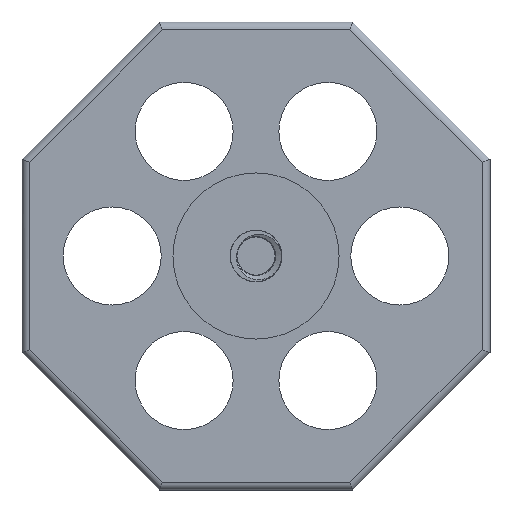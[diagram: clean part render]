
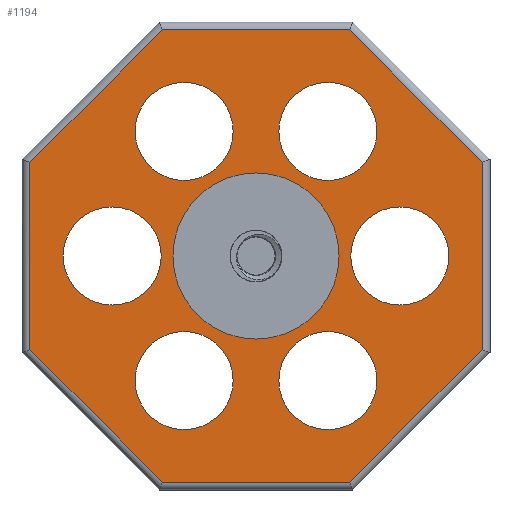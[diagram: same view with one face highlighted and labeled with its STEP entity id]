
A CAD part, front view. The second image highlights one B-rep face of the part: STEP entity #1194.
In plain terms, the highlighted planar face has unit normal (0, -1, 0).
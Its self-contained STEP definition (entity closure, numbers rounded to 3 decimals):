
#73=FACE_BOUND('',#217,.T.);
#74=FACE_BOUND('',#218,.T.);
#75=FACE_BOUND('',#219,.T.);
#76=FACE_BOUND('',#220,.T.);
#77=FACE_BOUND('',#221,.T.);
#78=FACE_BOUND('',#222,.T.);
#79=FACE_BOUND('',#223,.T.);
#96=PLANE('',#1313);
#144=FACE_OUTER_BOUND('',#216,.T.);
#216=EDGE_LOOP('',(#876,#877,#878,#879,#880,#881,#882,#883));
#217=EDGE_LOOP('',(#884));
#218=EDGE_LOOP('',(#885));
#219=EDGE_LOOP('',(#886));
#220=EDGE_LOOP('',(#887));
#221=EDGE_LOOP('',(#888));
#222=EDGE_LOOP('',(#889));
#223=EDGE_LOOP('',(#890));
#290=LINE('',#1730,#394);
#292=LINE('',#1738,#396);
#295=LINE('',#1746,#399);
#297=LINE('',#1752,#401);
#299=LINE('',#1758,#403);
#300=LINE('',#1762,#404);
#303=LINE('',#1770,#407);
#305=LINE('',#1774,#409);
#394=VECTOR('',#1432,10.);
#396=VECTOR('',#1440,10.);
#399=VECTOR('',#1447,10.);
#401=VECTOR('',#1453,10.);
#403=VECTOR('',#1459,10.);
#404=VECTOR('',#1464,10.);
#407=VECTOR('',#1471,10.);
#409=VECTOR('',#1477,10.);
#490=CIRCLE('',#1268,7.5);
#492=CIRCLE('',#1271,7.5);
#494=CIRCLE('',#1274,7.5);
#496=CIRCLE('',#1277,7.5);
#498=CIRCLE('',#1280,7.5);
#500=CIRCLE('',#1283,7.5);
#505=CIRCLE('',#1291,12.7);
#510=VERTEX_POINT('',#1678);
#512=VERTEX_POINT('',#1684);
#514=VERTEX_POINT('',#1690);
#516=VERTEX_POINT('',#1696);
#518=VERTEX_POINT('',#1702);
#520=VERTEX_POINT('',#1708);
#525=VERTEX_POINT('',#1723);
#526=VERTEX_POINT('',#1728);
#527=VERTEX_POINT('',#1729);
#530=VERTEX_POINT('',#1737);
#533=VERTEX_POINT('',#1745);
#535=VERTEX_POINT('',#1751);
#537=VERTEX_POINT('',#1757);
#538=VERTEX_POINT('',#1761);
#541=VERTEX_POINT('',#1769);
#620=EDGE_CURVE('',#510,#510,#490,.T.);
#623=EDGE_CURVE('',#512,#512,#492,.T.);
#626=EDGE_CURVE('',#514,#514,#494,.T.);
#629=EDGE_CURVE('',#516,#516,#496,.T.);
#632=EDGE_CURVE('',#518,#518,#498,.T.);
#635=EDGE_CURVE('',#520,#520,#500,.T.);
#643=EDGE_CURVE('',#525,#525,#505,.T.);
#644=EDGE_CURVE('',#526,#527,#290,.T.);
#648=EDGE_CURVE('',#527,#530,#292,.T.);
#652=EDGE_CURVE('',#530,#533,#295,.T.);
#655=EDGE_CURVE('',#533,#535,#297,.T.);
#658=EDGE_CURVE('',#535,#537,#299,.T.);
#660=EDGE_CURVE('',#538,#526,#300,.T.);
#664=EDGE_CURVE('',#537,#541,#303,.T.);
#667=EDGE_CURVE('',#541,#538,#305,.T.);
#876=ORIENTED_EDGE('',*,*,#644,.F.);
#877=ORIENTED_EDGE('',*,*,#660,.F.);
#878=ORIENTED_EDGE('',*,*,#667,.F.);
#879=ORIENTED_EDGE('',*,*,#664,.F.);
#880=ORIENTED_EDGE('',*,*,#658,.F.);
#881=ORIENTED_EDGE('',*,*,#655,.F.);
#882=ORIENTED_EDGE('',*,*,#652,.F.);
#883=ORIENTED_EDGE('',*,*,#648,.F.);
#884=ORIENTED_EDGE('',*,*,#620,.T.);
#885=ORIENTED_EDGE('',*,*,#623,.T.);
#886=ORIENTED_EDGE('',*,*,#626,.T.);
#887=ORIENTED_EDGE('',*,*,#629,.T.);
#888=ORIENTED_EDGE('',*,*,#632,.T.);
#889=ORIENTED_EDGE('',*,*,#635,.T.);
#890=ORIENTED_EDGE('',*,*,#643,.T.);
#1194=ADVANCED_FACE('',(#144,#73,#74,#75,#76,#77,#78,#79),#96,.F.);
#1268=AXIS2_PLACEMENT_3D('',#1679,#1372,#1373);
#1271=AXIS2_PLACEMENT_3D('',#1685,#1379,#1380);
#1274=AXIS2_PLACEMENT_3D('',#1691,#1386,#1387);
#1277=AXIS2_PLACEMENT_3D('',#1697,#1393,#1394);
#1280=AXIS2_PLACEMENT_3D('',#1703,#1400,#1401);
#1283=AXIS2_PLACEMENT_3D('',#1709,#1407,#1408);
#1291=AXIS2_PLACEMENT_3D('',#1725,#1426,#1427);
#1313=AXIS2_PLACEMENT_3D('',#1793,#1495,#1496);
#1372=DIRECTION('center_axis',(0.,1.,0.));
#1373=DIRECTION('ref_axis',(1.,0.,0.));
#1379=DIRECTION('center_axis',(0.,1.,0.));
#1380=DIRECTION('ref_axis',(1.,0.,0.));
#1386=DIRECTION('center_axis',(0.,1.,0.));
#1387=DIRECTION('ref_axis',(1.,0.,0.));
#1393=DIRECTION('center_axis',(0.,1.,0.));
#1394=DIRECTION('ref_axis',(1.,0.,0.));
#1400=DIRECTION('center_axis',(0.,1.,0.));
#1401=DIRECTION('ref_axis',(1.,0.,0.));
#1407=DIRECTION('center_axis',(0.,1.,0.));
#1408=DIRECTION('ref_axis',(1.,0.,0.));
#1426=DIRECTION('center_axis',(0.,1.,0.));
#1427=DIRECTION('ref_axis',(1.,0.,0.));
#1432=DIRECTION('',(0.707,0.,0.707));
#1440=DIRECTION('',(1.,0.,0.));
#1447=DIRECTION('',(0.707,0.,-0.707));
#1453=DIRECTION('',(0.,0.,-1.));
#1459=DIRECTION('',(-0.707,0.,-0.707));
#1464=DIRECTION('',(0.,0.,1.));
#1471=DIRECTION('',(-1.,0.,0.));
#1477=DIRECTION('',(-0.707,0.,0.707));
#1495=DIRECTION('center_axis',(0.,1.,0.));
#1496=DIRECTION('ref_axis',(0.,0.,1.));
#1678=CARTESIAN_POINT('',(-29.5,0.,0.));
#1679=CARTESIAN_POINT('Origin',(-22.,0.,0.));
#1684=CARTESIAN_POINT('',(-18.5,0.,19.053));
#1685=CARTESIAN_POINT('Origin',(-11.,0.,19.053));
#1690=CARTESIAN_POINT('',(3.5,0.,-19.053));
#1691=CARTESIAN_POINT('Origin',(11.,0.,-19.053));
#1696=CARTESIAN_POINT('',(-18.5,0.,-19.053));
#1697=CARTESIAN_POINT('Origin',(-11.,0.,-19.053));
#1702=CARTESIAN_POINT('',(3.5,0.,19.053));
#1703=CARTESIAN_POINT('Origin',(11.,0.,19.053));
#1708=CARTESIAN_POINT('',(14.5,0.,0.));
#1709=CARTESIAN_POINT('Origin',(22.,0.,0.));
#1723=CARTESIAN_POINT('',(-12.7,0.,0.));
#1725=CARTESIAN_POINT('Origin',(0.,0.,0.));
#1728=CARTESIAN_POINT('',(-34.592,0.,14.328));
#1729=CARTESIAN_POINT('',(-14.328,0.,34.592));
#1730=CARTESIAN_POINT('',(-29.702,0.,19.219));
#1737=CARTESIAN_POINT('',(14.328,0.,34.592));
#1738=CARTESIAN_POINT('',(-7.413,0.,34.592));
#1745=CARTESIAN_POINT('',(34.592,0.,14.328));
#1746=CARTESIAN_POINT('',(19.219,0.,29.702));
#1751=CARTESIAN_POINT('',(34.592,0.,-14.328));
#1752=CARTESIAN_POINT('',(34.592,0.,7.413));
#1757=CARTESIAN_POINT('',(14.328,0.,-34.592));
#1758=CARTESIAN_POINT('',(29.702,0.,-19.219));
#1761=CARTESIAN_POINT('',(-34.592,0.,-14.328));
#1762=CARTESIAN_POINT('',(-34.592,0.,-7.413));
#1769=CARTESIAN_POINT('',(-14.328,0.,-34.592));
#1770=CARTESIAN_POINT('',(7.413,0.,-34.592));
#1774=CARTESIAN_POINT('',(-19.219,0.,-29.702));
#1793=CARTESIAN_POINT('Origin',(0.,0.,0.));
